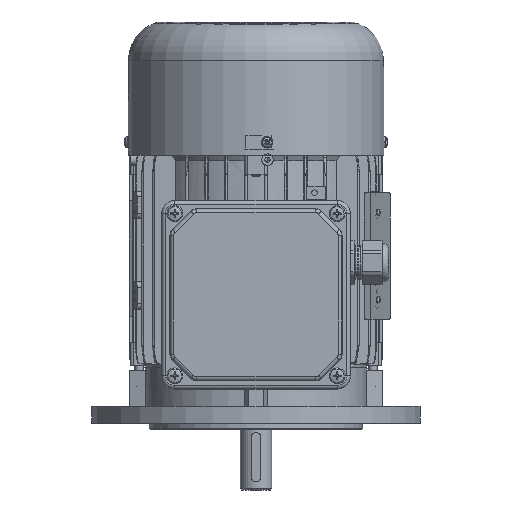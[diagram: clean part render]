
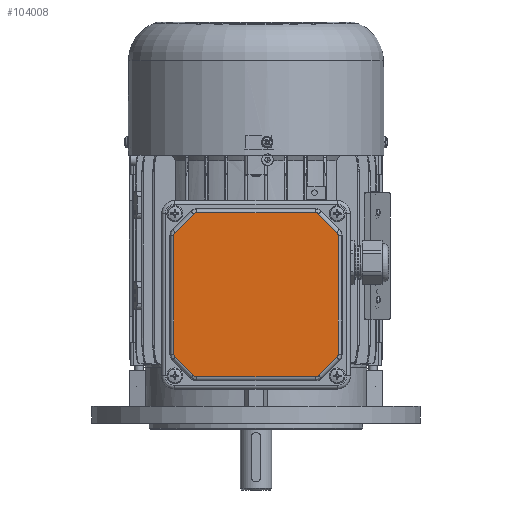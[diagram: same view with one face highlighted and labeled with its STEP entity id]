
A CAD part, left-side view. The second image highlights one B-rep face of the part: STEP entity #104008.
In plain terms, the highlighted face is planar.
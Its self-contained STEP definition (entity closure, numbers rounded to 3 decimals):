
#103771=CARTESIAN_POINT('',(19.191,8.233,15.));
#103772=VERTEX_POINT('',#103771);
#103773=CARTESIAN_POINT('',(8.233,19.191,15.));
#103774=VERTEX_POINT('',#103773);
#103775=CARTESIAN_POINT('',(19.191,8.233,15.));
#103776=DIRECTION('',(-0.707,0.707,0.0));
#103777=VECTOR('',#103776,15.497);
#103778=LINE('',#103775,#103777);
#103779=EDGE_CURVE('',#103772,#103774,#103778,.T.);
#103813=CARTESIAN_POINT('',(106.267,19.191,15.));
#103814=VERTEX_POINT('',#103813);
#103815=CARTESIAN_POINT('',(95.309,8.233,15.));
#103816=VERTEX_POINT('',#103815);
#103817=CARTESIAN_POINT('',(106.267,19.191,15.));
#103818=DIRECTION('',(-0.707,-0.707,0.0));
#103819=VECTOR('',#103818,15.497);
#103820=LINE('',#103817,#103819);
#103821=EDGE_CURVE('',#103814,#103816,#103820,.T.);
#103855=CARTESIAN_POINT('',(8.233,95.309,15.));
#103856=VERTEX_POINT('',#103855);
#103857=CARTESIAN_POINT('',(19.191,106.267,15.));
#103858=VERTEX_POINT('',#103857);
#103859=CARTESIAN_POINT('',(8.233,95.309,15.));
#103860=DIRECTION('',(0.707,0.707,0.0));
#103861=VECTOR('',#103860,15.497);
#103862=LINE('',#103859,#103861);
#103863=EDGE_CURVE('',#103856,#103858,#103862,.T.);
#103892=CARTESIAN_POINT('',(57.25,57.25,15.));
#103893=DIRECTION('',(0.0,0.0,1.0));
#103894=DIRECTION('',(1.0,0.0,0.0));
#103895=AXIS2_PLACEMENT_3D('',#103892,#103893,#103894);
#103896=PLANE('',#103895);
#103897=ORIENTED_EDGE('',*,*,#103863,.F.);
#103898=CARTESIAN_POINT('',(7.428,93.365,15.));
#103899=VERTEX_POINT('',#103898);
#103900=CARTESIAN_POINT('',(10.178,93.365,15.));
#103901=DIRECTION('',(0.0,0.0,-1.0));
#103902=DIRECTION('',(-0.924,0.383,0.0));
#103903=AXIS2_PLACEMENT_3D('',#103900,#103901,#103902);
#103904=ELLIPSE('',#103903,2.751,2.75);
#103905=EDGE_CURVE('',#103899,#103856,#103904,.T.);
#103906=ORIENTED_EDGE('',*,*,#103905,.F.);
#103907=CARTESIAN_POINT('',(7.428,21.135,15.));
#103908=VERTEX_POINT('',#103907);
#103909=CARTESIAN_POINT('',(7.428,21.135,15.));
#103910=DIRECTION('',(0.0,1.0,0.0));
#103911=VECTOR('',#103910,72.231);
#103912=LINE('',#103909,#103911);
#103913=EDGE_CURVE('',#103908,#103899,#103912,.T.);
#103914=ORIENTED_EDGE('',*,*,#103913,.F.);
#103915=CARTESIAN_POINT('',(10.178,21.135,15.));
#103916=DIRECTION('',(0.0,0.0,-1.));
#103917=DIRECTION('',(-0.924,-0.383,0.0));
#103918=AXIS2_PLACEMENT_3D('',#103915,#103916,#103917);
#103919=ELLIPSE('',#103918,2.751,2.75);
#103920=EDGE_CURVE('',#103774,#103908,#103919,.T.);
#103921=ORIENTED_EDGE('',*,*,#103920,.F.);
#103922=ORIENTED_EDGE('',*,*,#103779,.F.);
#103923=CARTESIAN_POINT('',(21.135,7.428,15.));
#103924=VERTEX_POINT('',#103923);
#103925=CARTESIAN_POINT('',(21.135,10.178,15.));
#103926=DIRECTION('',(0.0,0.0,-1.0));
#103927=DIRECTION('',(-0.383,-0.924,0.0));
#103928=AXIS2_PLACEMENT_3D('',#103925,#103926,#103927);
#103929=ELLIPSE('',#103928,2.751,2.75);
#103930=EDGE_CURVE('',#103924,#103772,#103929,.T.);
#103931=ORIENTED_EDGE('',*,*,#103930,.F.);
#103932=CARTESIAN_POINT('',(93.365,7.428,15.));
#103933=VERTEX_POINT('',#103932);
#103934=CARTESIAN_POINT('',(93.365,7.428,15.));
#103935=DIRECTION('',(-1.0,0.0,0.0));
#103936=VECTOR('',#103935,72.231);
#103937=LINE('',#103934,#103936);
#103938=EDGE_CURVE('',#103933,#103924,#103937,.T.);
#103939=ORIENTED_EDGE('',*,*,#103938,.F.);
#103940=CARTESIAN_POINT('',(93.365,10.178,15.));
#103941=DIRECTION('',(0.0,0.0,-1.0));
#103942=DIRECTION('',(0.383,-0.924,0.0));
#103943=AXIS2_PLACEMENT_3D('',#103940,#103941,#103942);
#103944=ELLIPSE('',#103943,2.751,2.75);
#103945=EDGE_CURVE('',#103816,#103933,#103944,.T.);
#103946=ORIENTED_EDGE('',*,*,#103945,.F.);
#103947=ORIENTED_EDGE('',*,*,#103821,.F.);
#103948=CARTESIAN_POINT('',(107.072,21.135,15.));
#103949=VERTEX_POINT('',#103948);
#103950=CARTESIAN_POINT('',(104.322,21.135,15.));
#103951=DIRECTION('',(0.0,0.0,-1.));
#103952=DIRECTION('',(0.924,-0.383,0.0));
#103953=AXIS2_PLACEMENT_3D('',#103950,#103951,#103952);
#103954=ELLIPSE('',#103953,2.751,2.75);
#103955=EDGE_CURVE('',#103949,#103814,#103954,.T.);
#103956=ORIENTED_EDGE('',*,*,#103955,.F.);
#103957=CARTESIAN_POINT('',(107.072,93.365,15.));
#103958=VERTEX_POINT('',#103957);
#103959=CARTESIAN_POINT('',(107.072,93.365,15.));
#103960=DIRECTION('',(0.0,-1.0,0.0));
#103961=VECTOR('',#103960,72.231);
#103962=LINE('',#103959,#103961);
#103963=EDGE_CURVE('',#103958,#103949,#103962,.T.);
#103964=ORIENTED_EDGE('',*,*,#103963,.F.);
#103965=CARTESIAN_POINT('',(106.267,95.309,15.));
#103966=VERTEX_POINT('',#103965);
#103967=CARTESIAN_POINT('',(104.322,93.365,15.));
#103968=DIRECTION('',(0.0,0.0,-1.));
#103969=DIRECTION('',(0.924,0.383,0.0));
#103970=AXIS2_PLACEMENT_3D('',#103967,#103968,#103969);
#103971=ELLIPSE('',#103970,2.751,2.75);
#103972=EDGE_CURVE('',#103966,#103958,#103971,.T.);
#103973=ORIENTED_EDGE('',*,*,#103972,.F.);
#103974=CARTESIAN_POINT('',(95.309,106.267,15.));
#103975=VERTEX_POINT('',#103974);
#103976=CARTESIAN_POINT('',(95.309,106.267,15.));
#103977=DIRECTION('',(0.707,-0.707,0.0));
#103978=VECTOR('',#103977,15.497);
#103979=LINE('',#103976,#103978);
#103980=EDGE_CURVE('',#103975,#103966,#103979,.T.);
#103981=ORIENTED_EDGE('',*,*,#103980,.F.);
#103982=CARTESIAN_POINT('',(93.365,107.072,15.));
#103983=VERTEX_POINT('',#103982);
#103984=CARTESIAN_POINT('',(93.365,104.322,15.));
#103985=DIRECTION('',(0.0,0.0,-1.));
#103986=DIRECTION('',(0.383,0.924,0.0));
#103987=AXIS2_PLACEMENT_3D('',#103984,#103985,#103986);
#103988=ELLIPSE('',#103987,2.751,2.75);
#103989=EDGE_CURVE('',#103983,#103975,#103988,.T.);
#103990=ORIENTED_EDGE('',*,*,#103989,.F.);
#103991=CARTESIAN_POINT('',(21.135,107.072,15.));
#103992=VERTEX_POINT('',#103991);
#103993=CARTESIAN_POINT('',(21.135,107.072,15.));
#103994=DIRECTION('',(1.0,0.0,0.0));
#103995=VECTOR('',#103994,72.231);
#103996=LINE('',#103993,#103995);
#103997=EDGE_CURVE('',#103992,#103983,#103996,.T.);
#103998=ORIENTED_EDGE('',*,*,#103997,.F.);
#103999=CARTESIAN_POINT('',(21.135,104.322,15.));
#104000=DIRECTION('',(0.0,0.0,-1.));
#104001=DIRECTION('',(-0.383,0.924,0.0));
#104002=AXIS2_PLACEMENT_3D('',#103999,#104000,#104001);
#104003=ELLIPSE('',#104002,2.751,2.75);
#104004=EDGE_CURVE('',#103858,#103992,#104003,.T.);
#104005=ORIENTED_EDGE('',*,*,#104004,.F.);
#104006=EDGE_LOOP('',(#103897,#103906,#103914,#103921,#103922,#103931,#103939,#103946,#103947,#103956,#103964,#103973,#103981,#103990,#103998,#104005));
#104007=FACE_OUTER_BOUND('',#104006,.T.);
#104008=ADVANCED_FACE('',(#104007),#103896,.T.);
